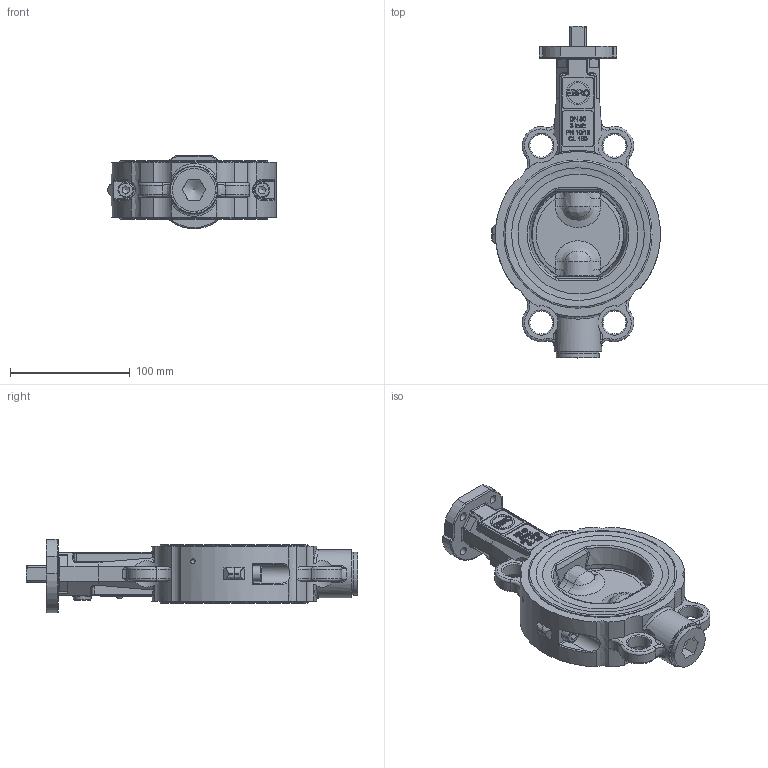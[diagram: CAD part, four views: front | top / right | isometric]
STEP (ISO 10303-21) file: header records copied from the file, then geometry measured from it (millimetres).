
FILE_DESCRIPTION((''),'2;1');
FILE_NAME('Z611-A DN80.stp','2007-09-28T10:44:34',('hellwig'),(''),'Autodesk Inventor 11','Autodesk Inventor 11','');
FILE_SCHEMA(('AUTOMOTIVE_DESIGN { 1 0 10303 214 1 1 1 1 }'));
Length unit declared in the file: millimetre
Products named in the file (1): Bauteil191
Bounding box: 140.78 x 277.5 x 61.5 mm (x, y, z)
Volume: 663631.8 mm3; surface area: 144924.3 mm2
Topology: 1 solids, 18 shells, 993 faces, 2508 edges, 1601 vertices
Faces by surface type: bspline 363, plane 340, cylinder 197, torus 53, cone 38, sphere 2
Full cylindrical faces by diameter (mm): 3 x2, 3.2 x2, 8 x2, 13 x2, 18 x3, 18.3 x6, 19 x3, 19.05 x3, 24.95 x3, 30.3 x1, 35.9 x1, 36 x1, 40 x1, 116 x1, 116.8 x1, 123.8 x1, 124 x1
Entity records: 42804 total; most frequent: CARTESIAN_POINT 21656, ORIENTED_EDGE 4686, DIRECTION 3510, EDGE_CURVE 2343, VERTEX_POINT 1558, AXIS2_PLACEMENT_3D 1234, EDGE_LOOP 1209, VECTOR 1042
